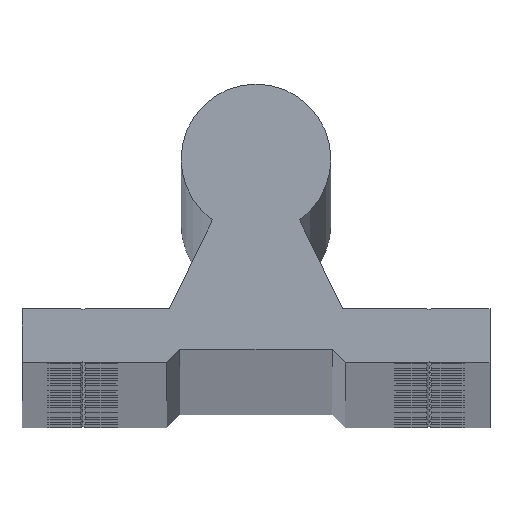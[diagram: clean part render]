
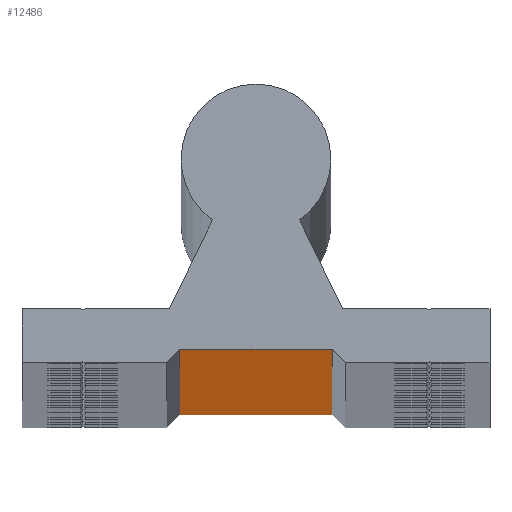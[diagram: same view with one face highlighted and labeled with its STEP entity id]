
A CAD part, top view. The second image highlights one B-rep face of the part: STEP entity #12486.
In plain terms, the highlighted planar face has unit normal (0, -1, 0).
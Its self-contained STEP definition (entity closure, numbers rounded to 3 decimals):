
#53 = ORIENTED_EDGE ( 'NONE', *, *, #9915, .T. ) ;
#544 = CARTESIAN_POINT ( 'NONE',  ( -8.15, 1.4, 0. ) ) ;
#1292 = LINE ( 'NONE', #18379, #3102 ) ;
#2087 = EDGE_CURVE ( 'NONE', #15923, #6267, #8435, .T. ) ;
#2279 = ORIENTED_EDGE ( 'NONE', *, *, #12557, .F. ) ;
#2334 = VERTEX_POINT ( 'NONE', #12986 ) ;
#3102 = VECTOR ( 'NONE', #11559, 1000. ) ;
#3393 = AXIS2_PLACEMENT_3D ( 'NONE', #9886, #14803, #10429 ) ;
#4186 = FACE_OUTER_BOUND ( 'NONE', #4192, .T. ) ;
#4192 = EDGE_LOOP ( 'NONE', ( #53, #12764, #2279, #6675 ) ) ;
#4202 = CARTESIAN_POINT ( 'NONE',  ( 8.15, 1.4, 4000. ) ) ;
#4732 = CARTESIAN_POINT ( 'NONE',  ( -8.15, 1.4, 4000. ) ) ;
#4855 = VECTOR ( 'NONE', #7678, 1000. ) ;
#5596 = PLANE ( 'NONE',  #3393 ) ;
#6145 = VERTEX_POINT ( 'NONE', #7993 ) ;
#6267 = VERTEX_POINT ( 'NONE', #8281 ) ;
#6329 = LINE ( 'NONE', #4732, #16183 ) ;
#6675 = ORIENTED_EDGE ( 'NONE', *, *, #12485, .T. ) ;
#7487 = LINE ( 'NONE', #544, #4855 ) ;
#7568 = DIRECTION ( 'NONE',  ( 1., 0., 0. ) ) ;
#7678 = DIRECTION ( 'NONE',  ( 1., 0., 0. ) ) ;
#7993 = CARTESIAN_POINT ( 'NONE',  ( -8.15, 1.4, 0. ) ) ;
#8281 = CARTESIAN_POINT ( 'NONE',  ( 8.15, 1.4, 0. ) ) ;
#8435 = LINE ( 'NONE', #4202, #15290 ) ;
#9886 = CARTESIAN_POINT ( 'NONE',  ( -8.15, 1.4, 4000. ) ) ;
#9915 = EDGE_CURVE ( 'NONE', #6145, #6267, #7487, .T. ) ;
#10041 = CARTESIAN_POINT ( 'NONE',  ( 8.15, 1.4, 4000. ) ) ;
#10429 = DIRECTION ( 'NONE',  ( 0., 0., 1. ) ) ;
#11559 = DIRECTION ( 'NONE',  ( 0., 0., -1. ) ) ;
#11574 = DIRECTION ( 'NONE',  ( 0., 0., -1. ) ) ;
#12485 = EDGE_CURVE ( 'NONE', #2334, #6145, #1292, .T. ) ;
#12486 = ADVANCED_FACE ( 'NONE', ( #4186 ), #5596, .F. ) ;
#12557 = EDGE_CURVE ( 'NONE', #2334, #15923, #6329, .T. ) ;
#12764 = ORIENTED_EDGE ( 'NONE', *, *, #2087, .F. ) ;
#12986 = CARTESIAN_POINT ( 'NONE',  ( -8.15, 1.4, 4000. ) ) ;
#14803 = DIRECTION ( 'NONE',  ( 0., 1., 0. ) ) ;
#15290 = VECTOR ( 'NONE', #11574, 1000. ) ;
#15923 = VERTEX_POINT ( 'NONE', #10041 ) ;
#16183 = VECTOR ( 'NONE', #7568, 1000. ) ;
#18379 = CARTESIAN_POINT ( 'NONE',  ( -8.15, 1.4, 4000. ) ) ;
